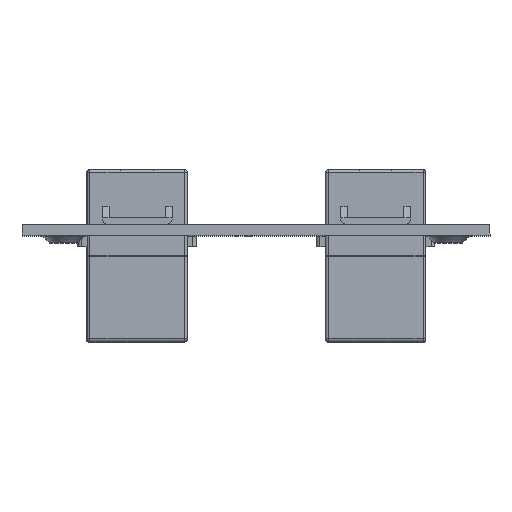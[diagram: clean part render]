
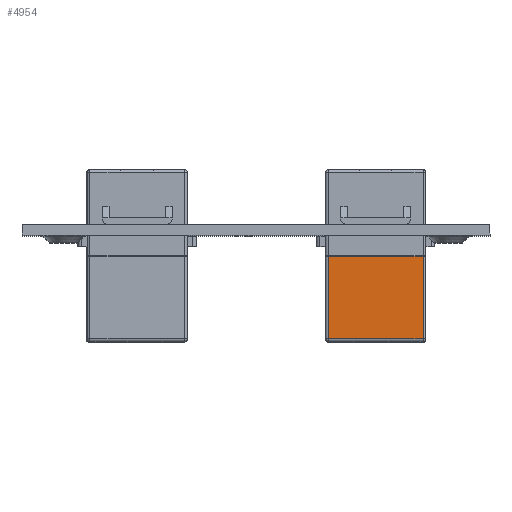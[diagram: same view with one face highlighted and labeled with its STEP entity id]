
A CAD part, top view. The second image highlights one B-rep face of the part: STEP entity #4954.
In plain terms, the highlighted face is planar.
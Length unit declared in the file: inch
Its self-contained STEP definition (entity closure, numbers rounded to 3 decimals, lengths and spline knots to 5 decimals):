
#416 = VERTEX_POINT ( 'NONE', #16361 ) ;
#955 = CARTESIAN_POINT ( 'NONE',  ( 0.27165, -0.31693, -0.00394 ) ) ;
#1433 = VECTOR ( 'NONE', #10754, 39.37008 ) ;
#1516 = VERTEX_POINT ( 'NONE', #12411 ) ;
#3444 = VECTOR ( 'NONE', #7681, 39.37008 ) ;
#3572 = ORIENTED_EDGE ( 'NONE', *, *, #20078, .F. ) ;
#3842 = VERTEX_POINT ( 'NONE', #10654 ) ;
#4954 = ADVANCED_FACE ( 'NONE', ( #15518 ), #9632, .F. ) ;
#5606 = ORIENTED_EDGE ( 'NONE', *, *, #12197, .T. ) ;
#5642 = EDGE_CURVE ( 'NONE', #3842, #10647, #10668, .T. ) ;
#5803 = LINE ( 'NONE', #955, #13558 ) ;
#6217 = CARTESIAN_POINT ( 'NONE',  ( 0.27165, -0.31693, 0.49213 ) ) ;
#7207 = CARTESIAN_POINT ( 'NONE',  ( -0.27165, -0.31693, 0.49213 ) ) ;
#7310 = ORIENTED_EDGE ( 'NONE', *, *, #19089, .T. ) ;
#7681 = DIRECTION ( 'NONE',  ( 1., 0., 0. ) ) ;
#7762 = ORIENTED_EDGE ( 'NONE', *, *, #5642, .T. ) ;
#8642 = AXIS2_PLACEMENT_3D ( 'NONE', #12672, #18923, #9706 ) ;
#8869 = LINE ( 'NONE', #7207, #13003 ) ;
#8883 = CARTESIAN_POINT ( 'NONE',  ( 0.27165, -0.31693, -0.00394 ) ) ;
#9632 = PLANE ( 'NONE',  #8642 ) ;
#9706 = DIRECTION ( 'NONE',  ( -1., 0., 0. ) ) ;
#10417 = DIRECTION ( 'NONE',  ( 1., 0., 0. ) ) ;
#10647 = VERTEX_POINT ( 'NONE', #8883 ) ;
#10654 = CARTESIAN_POINT ( 'NONE',  ( 0.27165, -0.31693, -0.47638 ) ) ;
#10668 = LINE ( 'NONE', #6217, #1433 ) ;
#10754 = DIRECTION ( 'NONE',  ( 0., 0., 1. ) ) ;
#12197 = EDGE_CURVE ( 'NONE', #1516, #416, #8869, .T. ) ;
#12411 = CARTESIAN_POINT ( 'NONE',  ( -0.27165, -0.31693, -0.00394 ) ) ;
#12672 = CARTESIAN_POINT ( 'NONE',  ( 0.2874, -0.31693, 0.49213 ) ) ;
#13003 = VECTOR ( 'NONE', #16441, 39.37008 ) ;
#13417 = EDGE_LOOP ( 'NONE', ( #3572, #5606, #7310, #7762 ) ) ;
#13558 = VECTOR ( 'NONE', #10417, 39.37008 ) ;
#15518 = FACE_OUTER_BOUND ( 'NONE', #13417, .T. ) ;
#16361 = CARTESIAN_POINT ( 'NONE',  ( -0.27165, -0.31693, -0.47638 ) ) ;
#16441 = DIRECTION ( 'NONE',  ( 0., 0., -1. ) ) ;
#16920 = CARTESIAN_POINT ( 'NONE',  ( 0.2874, -0.31693, -0.47638 ) ) ;
#18923 = DIRECTION ( 'NONE',  ( 0., 1., 0. ) ) ;
#19089 = EDGE_CURVE ( 'NONE', #416, #3842, #19871, .T. ) ;
#19871 = LINE ( 'NONE', #16920, #3444 ) ;
#20078 = EDGE_CURVE ( 'NONE', #1516, #10647, #5803, .T. ) ;
